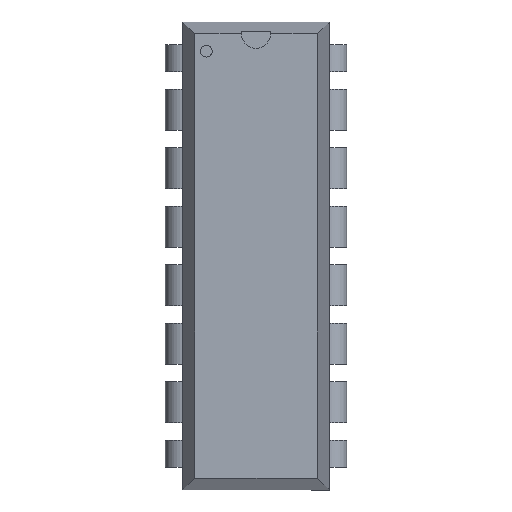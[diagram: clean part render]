
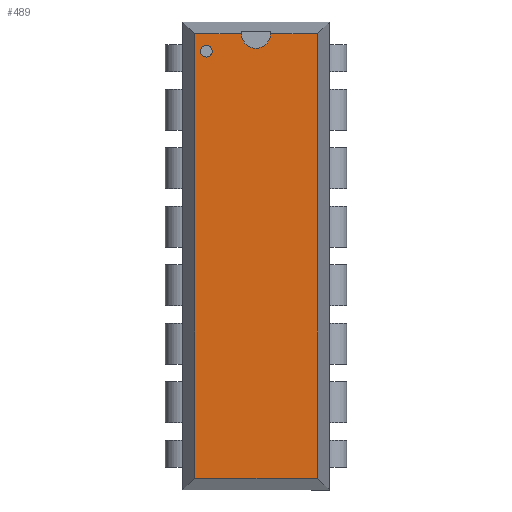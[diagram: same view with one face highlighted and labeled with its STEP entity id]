
A CAD part, top view. The second image highlights one B-rep face of the part: STEP entity #489.
In plain terms, the highlighted planar face has unit normal (0, 0, 1).
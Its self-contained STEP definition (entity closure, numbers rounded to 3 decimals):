
#70=CARTESIAN_POINT('',(-2.159,8.636,5.33));
#71=VERTEX_POINT('',#70);
#80=CARTESIAN_POINT('',(-2.159,9.144,5.33));
#81=VERTEX_POINT('',#80);
#82=CARTESIAN_POINT('',(-2.159,8.89,5.33));
#83=DIRECTION('',(0.0,0.0,-1.0));
#84=DIRECTION('',(0.0,-1.0,0.0));
#85=AXIS2_PLACEMENT_3D('',#82,#83,#84);
#86=CIRCLE('',#85,0.254);
#87=EDGE_CURVE('',#81,#71,#86,.T.);
#121=CARTESIAN_POINT('',(-2.159,8.89,5.33));
#122=DIRECTION('',(0.0,0.0,-1.0));
#123=DIRECTION('',(0.0,-1.0,0.0));
#124=AXIS2_PLACEMENT_3D('',#121,#122,#123);
#125=CIRCLE('',#124,0.254);
#126=EDGE_CURVE('',#71,#81,#125,.T.);
#187=CARTESIAN_POINT('',(0.635,9.652,5.33));
#188=VERTEX_POINT('',#187);
#210=CARTESIAN_POINT('',(-0.635,9.652,5.33));
#211=VERTEX_POINT('',#210);
#212=CARTESIAN_POINT('',(0.0,9.652,5.33));
#213=DIRECTION('',(0.0,0.0,-1.0));
#214=DIRECTION('',(0.0,-1.0,0.0));
#215=AXIS2_PLACEMENT_3D('',#212,#213,#214);
#216=CIRCLE('',#215,0.635);
#217=EDGE_CURVE('',#188,#211,#216,.T.);
#254=CARTESIAN_POINT('',(2.667,9.652,5.33));
#255=VERTEX_POINT('',#254);
#256=CARTESIAN_POINT('',(0.635,9.652,5.33));
#257=DIRECTION('',(1.0,0.0,0.0));
#258=VECTOR('',#257,2.032);
#259=LINE('',#256,#258);
#260=EDGE_CURVE('',#188,#255,#259,.T.);
#278=CARTESIAN_POINT('',(-2.667,9.652,5.33));
#279=VERTEX_POINT('',#278);
#286=CARTESIAN_POINT('',(-2.667,9.652,5.33));
#287=DIRECTION('',(1.0,0.0,0.0));
#288=VECTOR('',#287,2.032);
#289=LINE('',#286,#288);
#290=EDGE_CURVE('',#279,#211,#289,.T.);
#342=CARTESIAN_POINT('',(2.667,-9.652,5.33));
#343=VERTEX_POINT('',#342);
#350=CARTESIAN_POINT('',(-2.667,-9.652,5.33));
#351=VERTEX_POINT('',#350);
#352=CARTESIAN_POINT('',(2.667,-9.652,5.33));
#353=DIRECTION('',(-1.0,0.0,0.0));
#354=VECTOR('',#353,5.334);
#355=LINE('',#352,#354);
#356=EDGE_CURVE('',#343,#351,#355,.T.);
#455=CARTESIAN_POINT('',(-2.667,-9.652,5.33));
#456=DIRECTION('',(0.0,1.0,0.0));
#457=VECTOR('',#456,19.304);
#458=LINE('',#455,#457);
#459=EDGE_CURVE('',#351,#279,#458,.T.);
#467=CARTESIAN_POINT('',(2.667,0.,5.33));
#468=DIRECTION('',(0.0,0.0,1.0));
#469=DIRECTION('',(0.0,-1.0,0.0));
#470=AXIS2_PLACEMENT_3D('',#467,#468,#469);
#471=PLANE('',#470);
#472=ORIENTED_EDGE('',*,*,#217,.T.);
#473=ORIENTED_EDGE('',*,*,#290,.F.);
#474=ORIENTED_EDGE('',*,*,#459,.F.);
#475=ORIENTED_EDGE('',*,*,#356,.F.);
#476=CARTESIAN_POINT('',(2.667,-9.652,5.33));
#477=DIRECTION('',(0.0,1.0,0.0));
#478=VECTOR('',#477,19.304);
#479=LINE('',#476,#478);
#480=EDGE_CURVE('',#343,#255,#479,.T.);
#481=ORIENTED_EDGE('',*,*,#480,.T.);
#482=ORIENTED_EDGE('',*,*,#260,.F.);
#483=EDGE_LOOP('',(#472,#473,#474,#475,#481,#482));
#484=FACE_OUTER_BOUND('',#483,.T.);
#485=ORIENTED_EDGE('',*,*,#126,.T.);
#486=ORIENTED_EDGE('',*,*,#87,.T.);
#487=EDGE_LOOP('',(#485,#486));
#488=FACE_BOUND('',#487,.T.);
#489=ADVANCED_FACE('',(#484,#488),#471,.T.);
